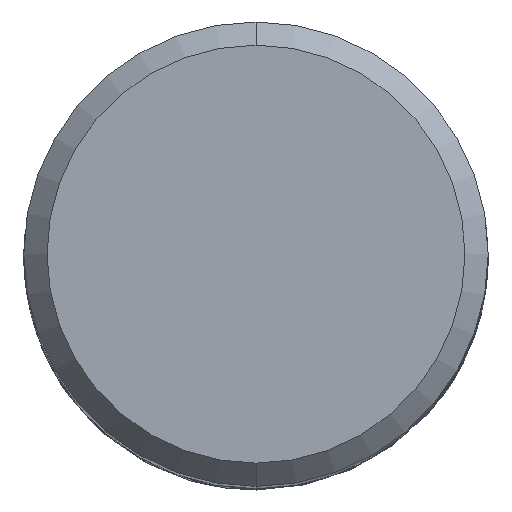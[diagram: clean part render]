
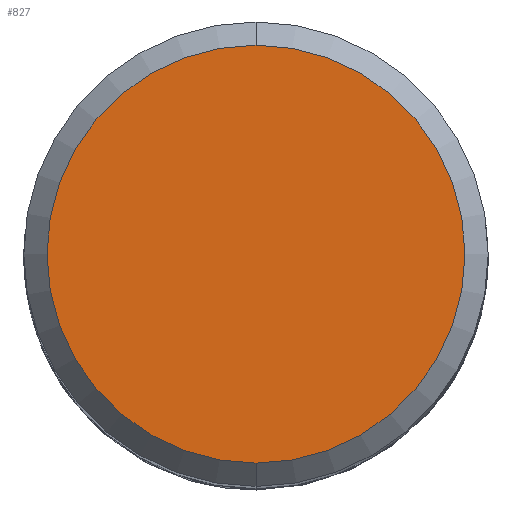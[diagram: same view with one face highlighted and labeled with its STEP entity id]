
A CAD part, top view. The second image highlights one B-rep face of the part: STEP entity #827.
In plain terms, the highlighted planar face has unit normal (0, 0, 1).
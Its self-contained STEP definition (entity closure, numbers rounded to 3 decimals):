
#535=EDGE_CURVE('',#1149,#567,#1482,.T.);
#567=VERTEX_POINT('',#1515);
#827=ADVANCED_FACE('',(#1799),#1800,.T.);
#1065=EDGE_CURVE('',#567,#1149,#2065,.T.);
#1149=VERTEX_POINT('',#2155);
#1482=CIRCLE('',#2561,9.0);
#1515=CARTESIAN_POINT('',(0.0,9.0,0.0));
#1799=FACE_OUTER_BOUND('',#6478,.T.);
#1800=PLANE('',#6479);
#2065=CIRCLE('',#10899,9.0);
#2155=CARTESIAN_POINT('',(0.,-9.0,0.0));
#2561=AXIS2_PLACEMENT_3D('',#15808,#15809,#15810);
#6478=EDGE_LOOP('',(#16123,#16124));
#6479=AXIS2_PLACEMENT_3D('',#16125,#16126,#16127);
#10899=AXIS2_PLACEMENT_3D('',#16429,#16430,#16431);
#15808=CARTESIAN_POINT('',(0.0,0.0,0.0));
#15809=DIRECTION('',(0.0,0.0,-1.0));
#15810=DIRECTION('',(0.0,1.0,0.0));
#16123=ORIENTED_EDGE('',*,*,#1065,.F.);
#16124=ORIENTED_EDGE('',*,*,#535,.F.);
#16125=CARTESIAN_POINT('',(0.0,4.5,0.0));
#16126=DIRECTION('',(-0.0,0.0,1.0));
#16127=DIRECTION('',(0.0,-1.0,0.0));
#16429=CARTESIAN_POINT('',(0.0,0.0,0.0));
#16430=DIRECTION('',(0.0,0.0,-1.0));
#16431=DIRECTION('',(0.0,1.0,0.0));
